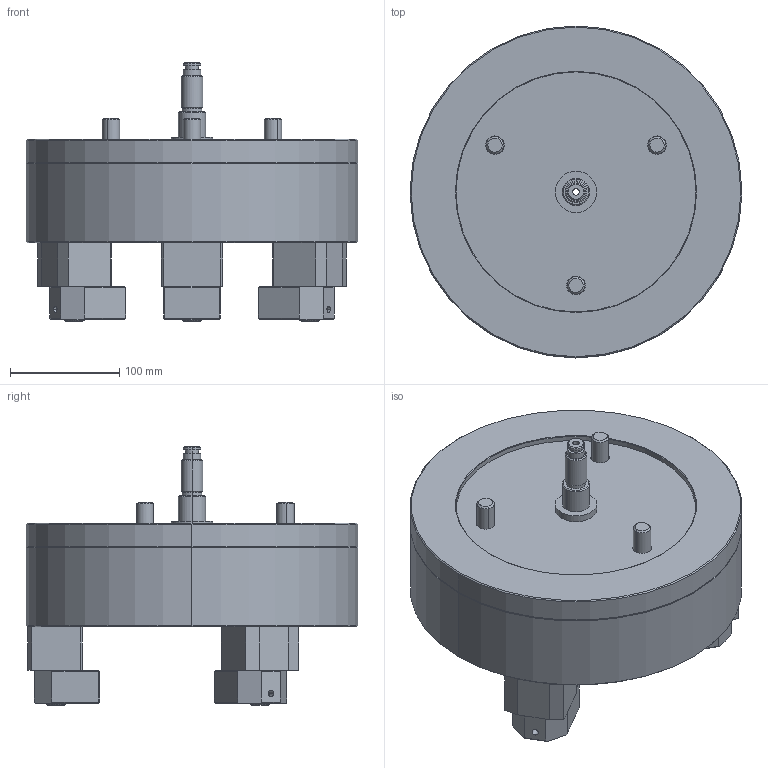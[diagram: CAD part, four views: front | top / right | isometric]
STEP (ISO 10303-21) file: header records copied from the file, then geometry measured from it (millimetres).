
FILE_DESCRIPTION (( 'STEP AP203' ), '1' );
FILE_NAME ('CF-3J-12.STEP', '2020-11-02T01:09:12', ( '' ), ( '' ), 'SwSTEP 2.0', 'SolidWorks 2016', '' );
FILE_SCHEMA (( 'CONFIG_CONTROL_DESIGN' ));
Length unit declared in the file: millimetre
Products named in the file (9): CF-3J-12-03000; CF-3J-12; CF-3J-08-03000; 3J-08-15000; 3J-08-07000; 3J-08-12000; 圓頭內六角螺栓_M16x95; CF-3J-12-01000; 圓頭內六角螺栓_M12x30
Assembly tree (16 placements, depth 2):
  CF-3J-12
    CF-3J-12-01000
    CF-3J-12-03000
    CF-3J-08-03000  x3
    3J-08-15000  x3
    3J-08-07000
    3J-08-12000
    圓頭內六角螺栓_M16x95  x3
    圓頭內六角螺栓_M12x30  x3
Bounding box: 304 x 304 x 237 mm (x, y, z)
Volume: 5227733.1 mm3; surface area: 570917.6 mm2
Topology: 16 solids, 16 shells, 433 faces, 982 edges, 600 vertices
Faces by surface type: plane 219, cylinder 120, cone 86, torus 8
Entity records: 7896 total; most frequent: DIRECTION 1265, CARTESIAN_POINT 1252, ORIENTED_EDGE 1048, EDGE_CURVE 524, AXIS2_PLACEMENT_3D 501, VERTEX_POINT 322, EDGE_LOOP 278, VECTOR 263
